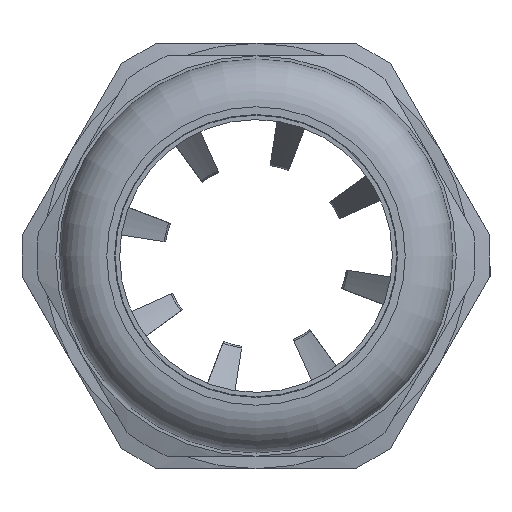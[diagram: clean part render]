
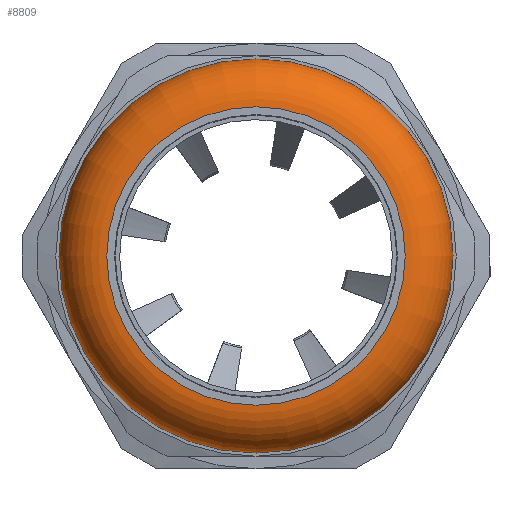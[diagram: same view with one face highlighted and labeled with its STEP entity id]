
A CAD part, left-side view. The second image highlights one B-rep face of the part: STEP entity #8809.
In plain terms, the highlighted toroidal (fillet/blend) face has major radius 23.85 mm and minor radius 7.65 mm.
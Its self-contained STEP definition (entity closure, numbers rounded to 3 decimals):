
#60=TOROIDAL_SURFACE('',#9422,23.85,7.65);
#161=FACE_BOUND('',#1564,.T.);
#524=CIRCLE('',#9419,23.85);
#526=CIRCLE('',#9423,31.5);
#1045=FACE_OUTER_BOUND('',#1563,.T.);
#1563=EDGE_LOOP('',(#6001));
#1564=EDGE_LOOP('',(#6002));
#3587=VERTEX_POINT('',#15794);
#3589=VERTEX_POINT('',#15800);
#4539=EDGE_CURVE('',#3587,#3587,#524,.T.);
#4541=EDGE_CURVE('',#3589,#3589,#526,.T.);
#6001=ORIENTED_EDGE('',*,*,#4539,.T.);
#6002=ORIENTED_EDGE('',*,*,#4541,.F.);
#8809=ADVANCED_FACE('',(#1045,#161),#60,.T.);
#9419=AXIS2_PLACEMENT_3D('',#15795,#10529,#10530);
#9422=AXIS2_PLACEMENT_3D('',#15799,#10535,#10536);
#9423=AXIS2_PLACEMENT_3D('',#15801,#10537,#10538);
#10529=DIRECTION('center_axis',(1.,0.,0.));
#10530=DIRECTION('ref_axis',(0.,0.,-1.));
#10535=DIRECTION('center_axis',(1.,0.,0.));
#10536=DIRECTION('ref_axis',(0.,0.,-1.));
#10537=DIRECTION('center_axis',(1.,0.,0.));
#10538=DIRECTION('ref_axis',(0.,0.,-1.));
#15794=CARTESIAN_POINT('',(-30.7,23.85,0.));
#15795=CARTESIAN_POINT('Origin',(-30.7,0.,0.));
#15799=CARTESIAN_POINT('Origin',(-23.05,0.,0.));
#15800=CARTESIAN_POINT('',(-23.05,31.5,0.));
#15801=CARTESIAN_POINT('Origin',(-23.05,0.,0.));
